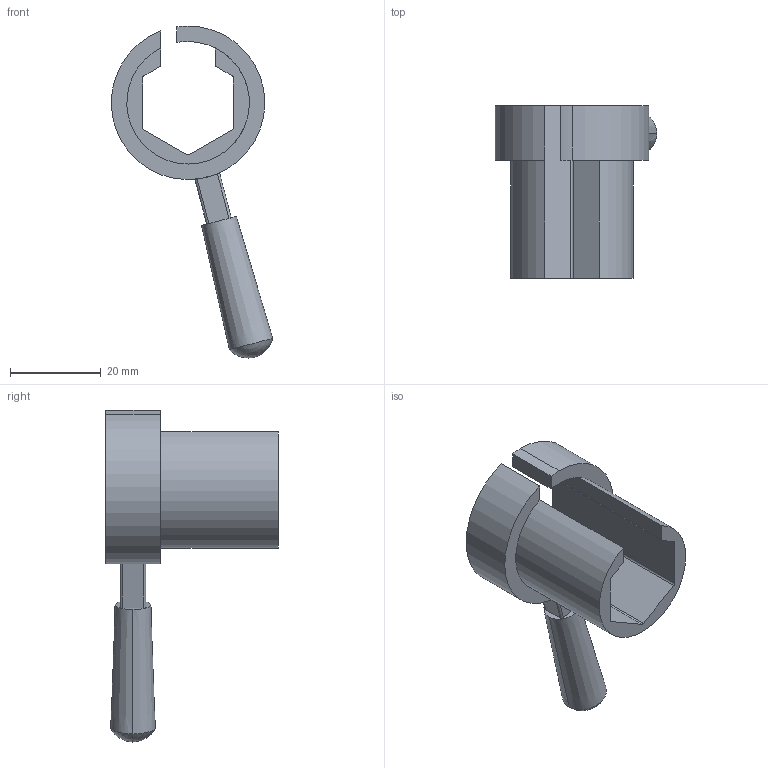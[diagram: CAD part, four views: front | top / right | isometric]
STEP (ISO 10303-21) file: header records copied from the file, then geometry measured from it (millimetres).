
FILE_DESCRIPTION (( 'STEP AP203' ), '1' );
FILE_NAME ('R-2000-WR.STEP', '2008-03-31T09:15:13', ( 'Baystate-05' ), ( 'BayState InfoTech' ), 'SwSTEP 2.0', 'SolidWorks 2007', '' );
FILE_SCHEMA (( 'CONFIG_CONTROL_DESIGN' ));
Length unit declared in the file: millimetre
Products named in the file (1): R-2000-WR
Bounding box: 35.57 x 38 x 73.14 mm (x, y, z)
Volume: 13086.5 mm3; surface area: 9599.1 mm2
Topology: 3 solids, 3 shells, 43 faces, 107 edges, 71 vertices
Faces by surface type: cylinder 20, plane 19, sphere 2, cone 2
Entity records: 1380 total; most frequent: CARTESIAN_POINT 242, DIRECTION 233, ORIENTED_EDGE 214, EDGE_CURVE 107, AXIS2_PLACEMENT_3D 86, VERTEX_POINT 71, VECTOR 61, LINE 61
